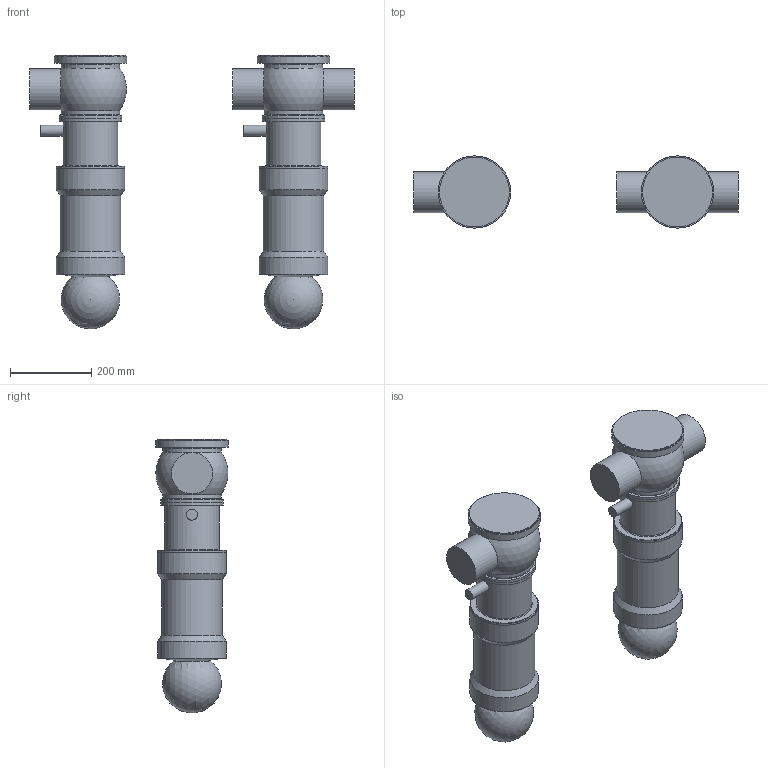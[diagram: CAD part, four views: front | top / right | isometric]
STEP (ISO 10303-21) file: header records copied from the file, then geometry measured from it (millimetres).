
FILE_DESCRIPTION(/* description */ (''),/* implementation_level */ '2;1');
FILE_NAME(/* name */ 'B935-DN1016-SAL-flan.stp',/* time_stamp */ '2014-04-17T17:01:14+02:00',/* author */ ('malp-m'),/* organization */ (''),/* preprocessor_version */ 'ST-DEVELOPER v15.2',/* originating_system */ 'Autodesk Inventor 2014',/* authorisation */ '');
FILE_SCHEMA (('AUTOMOTIVE_DESIGN { 1 0 10303 214 3 1 1 }'));
Length unit declared in the file: millimetre
Products named in the file (6): SAGOMA-GIOTTO; CIL138-B925; ASSEMBL-B935-DN100; B935-COR-FONDO-DN1016-L-FLAN-SALD; B935-COR-FONDO-DN1016-T-FLAN-SALD; B935-DN1016-SAL-flan
Bounding box: 800 x 178 x 673.89 mm (x, y, z)
Volume: 25530740.5 mm3; surface area: 1053128 mm2
Topology: 8 solids, 8 shells, 80 faces, 127 edges, 76 vertices
Faces by surface type: plane 29, cylinder 27, cone 10, torus 10, sphere 4
Full cylindrical faces by diameter (mm): 27 x2, 101.6 x3, 135 x2, 144 x4, 150 x2, 155 x4, 169 x6, 172 x2, 178 x2
Entity records: 1270 total; most frequent: DIRECTION 240, CARTESIAN_POINT 205, AXIS2_PLACEMENT_3D 120, EDGE_LOOP 102, ORIENTED_EDGE 102, ADVANCED_FACE 56, FACE_BOUND 54, VERTEX_POINT 51
